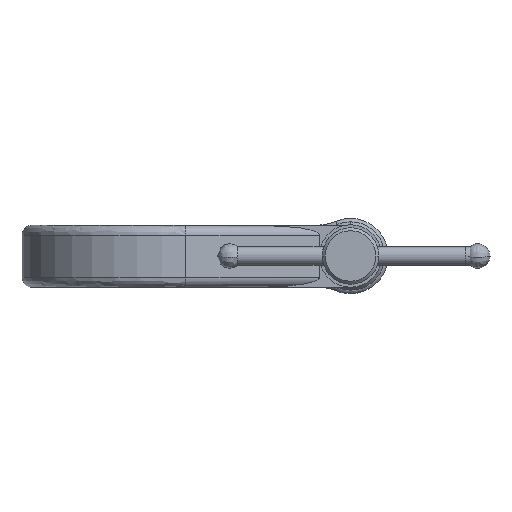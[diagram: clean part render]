
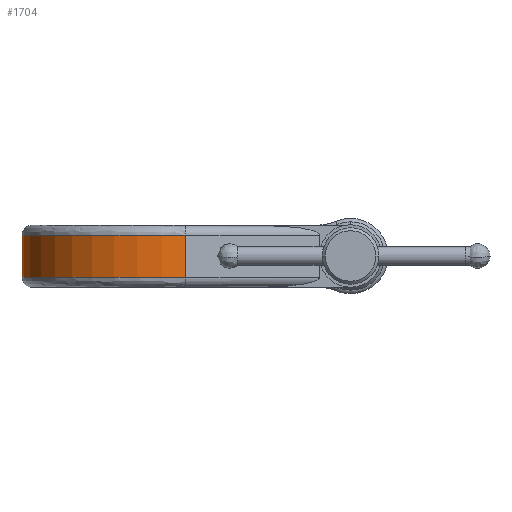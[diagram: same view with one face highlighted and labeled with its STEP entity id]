
A CAD part, front view. The second image highlights one B-rep face of the part: STEP entity #1704.
In plain terms, the highlighted cylindrical face has radius 35.788 mm (diameter 71.576 mm), a partial arc.
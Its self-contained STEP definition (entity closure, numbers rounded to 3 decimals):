
#1110 = FACE_OUTER_BOUND ( 'NONE', #2538, .T. ) ;
#1119 = CYLINDRICAL_SURFACE ( 'NONE', #3150, 35.788 ) ;
#1506 = CIRCLE ( 'NONE', #3913, 35.788 ) ;
#1514 = LINE ( 'NONE', #8341, #1518 ) ;
#1518 = VECTOR ( 'NONE', #8337, 1000. ) ;
#1704 = ADVANCED_FACE ( 'NONE', ( #1110 ), #1119, .T. ) ;
#2535 = ORIENTED_EDGE ( 'NONE', *, *, #3550, .T. ) ;
#2538 = EDGE_LOOP ( 'NONE', ( #2661, #2535, #2557, #2556 ) ) ;
#2556 = ORIENTED_EDGE ( 'NONE', *, *, #3870, .F. ) ;
#2557 = ORIENTED_EDGE ( 'NONE', *, *, #3803, .F. ) ;
#2661 = ORIENTED_EDGE ( 'NONE', *, *, #3543, .F. ) ;
#3150 = AXIS2_PLACEMENT_3D ( 'NONE', #7570, #7461, #7567 ) ;
#3301 = AXIS2_PLACEMENT_3D ( 'NONE', #11539, #11540, #11541 ) ;
#3543 = EDGE_CURVE ( 'NONE', #9199, #9175, #1506, .T. ) ;
#3550 = EDGE_CURVE ( 'NONE', #9199, #10984, #1514, .T. ) ;
#3803 = EDGE_CURVE ( 'NONE', #9192, #10984, #4290, .T. ) ;
#3870 = EDGE_CURVE ( 'NONE', #9175, #9192, #4390, .T. ) ;
#3913 = AXIS2_PLACEMENT_3D ( 'NONE', #8358, #8354, #8356 ) ;
#4290 = CIRCLE ( 'NONE', #3301, 35.788 ) ;
#4390 = LINE ( 'NONE', #11707, #4396 ) ;
#4396 = VECTOR ( 'NONE', #11708, 1000. ) ;
#7461 = DIRECTION ( 'NONE',  ( 0., 0., -1. ) ) ;
#7567 = DIRECTION ( 'NONE',  ( 0., 1., 0. ) ) ;
#7570 = CARTESIAN_POINT ( 'NONE',  ( -48.413, 21.594, 13.335 ) ) ;
#8337 = DIRECTION ( 'NONE',  ( 0., 0., -1. ) ) ;
#8341 = CARTESIAN_POINT ( 'NONE',  ( -84.201, 21.594, 7.938 ) ) ;
#8354 = DIRECTION ( 'NONE',  ( 0., 0., 1. ) ) ;
#8356 = DIRECTION ( 'NONE',  ( 0., 1., 0. ) ) ;
#8358 = CARTESIAN_POINT ( 'NONE',  ( -48.413, 21.594, 13.335 ) ) ;
#8684 = CARTESIAN_POINT ( 'NONE',  ( -84.201, 21.594, 13.335 ) ) ;
#8709 = CARTESIAN_POINT ( 'NONE',  ( -42.199, -13.65, 13.335 ) ) ;
#8722 = CARTESIAN_POINT ( 'NONE',  ( -42.199, -13.65, 2.54 ) ) ;
#9039 = CARTESIAN_POINT ( 'NONE',  ( -84.201, 21.594, 2.54 ) ) ;
#9175 = VERTEX_POINT ( 'NONE', #8709 ) ;
#9192 = VERTEX_POINT ( 'NONE', #8722 ) ;
#9199 = VERTEX_POINT ( 'NONE', #8684 ) ;
#10984 = VERTEX_POINT ( 'NONE', #9039 ) ;
#11539 = CARTESIAN_POINT ( 'NONE',  ( -48.413, 21.594, 2.54 ) ) ;
#11540 = DIRECTION ( 'NONE',  ( 0., 0., -1. ) ) ;
#11541 = DIRECTION ( 'NONE',  ( 0., 1., 0. ) ) ;
#11707 = CARTESIAN_POINT ( 'NONE',  ( -42.199, -13.65, 7.938 ) ) ;
#11708 = DIRECTION ( 'NONE',  ( 0., 0., -1. ) ) ;
